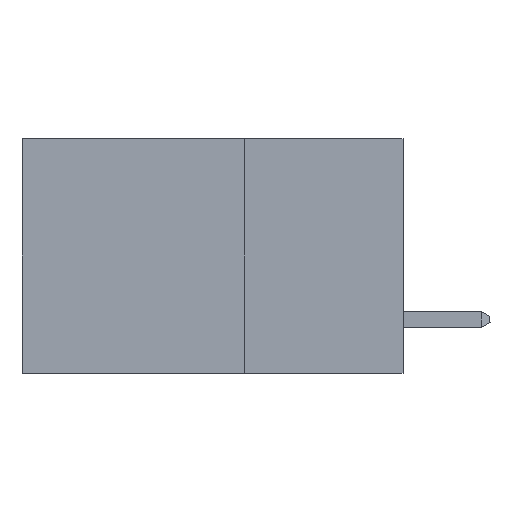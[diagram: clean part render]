
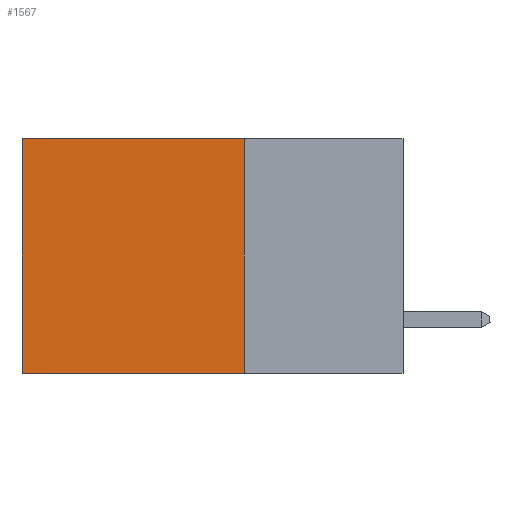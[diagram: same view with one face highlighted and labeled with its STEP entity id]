
A CAD part, left-side view. The second image highlights one B-rep face of the part: STEP entity #1567.
In plain terms, the highlighted planar face has unit normal (-1, 0, 0).
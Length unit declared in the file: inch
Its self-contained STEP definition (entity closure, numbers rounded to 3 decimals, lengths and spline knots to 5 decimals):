
#264 = EDGE_CURVE ( 'NONE', #11360, #16560, #25888, .T. ) ;
#398 = EDGE_CURVE ( 'NONE', #16560, #18860, #10582, .T. ) ;
#902 = DIRECTION ( 'NONE',  ( 1., 0., 0. ) ) ;
#1567 = ADVANCED_FACE ( 'NONE', ( #14042 ), #36574, .F. ) ;
#3743 = CARTESIAN_POINT ( 'NONE',  ( 0.2875, 0.25, 0. ) ) ;
#4609 = DIRECTION ( 'NONE',  ( 0., 1., 0. ) ) ;
#5820 = CARTESIAN_POINT ( 'NONE',  ( 0.2875, 0.25, -0.37 ) ) ;
#6476 = CARTESIAN_POINT ( 'NONE',  ( 0.2875, 0.6, -0.37 ) ) ;
#8939 = VERTEX_POINT ( 'NONE', #37531 ) ;
#10524 = ORIENTED_EDGE ( 'NONE', *, *, #17783, .F. ) ;
#10582 = LINE ( 'NONE', #35289, #37509 ) ;
#10823 = AXIS2_PLACEMENT_3D ( 'NONE', #3743, #902, #20136 ) ;
#11360 = VERTEX_POINT ( 'NONE', #28579 ) ;
#12343 = DIRECTION ( 'NONE',  ( 0., 1., 0. ) ) ;
#12875 = DIRECTION ( 'NONE',  ( 0., 0., -1. ) ) ;
#14042 = FACE_OUTER_BOUND ( 'NONE', #17698, .T. ) ;
#14541 = LINE ( 'NONE', #35354, #35842 ) ;
#16560 = VERTEX_POINT ( 'NONE', #26082 ) ;
#16963 = ORIENTED_EDGE ( 'NONE', *, *, #398, .T. ) ;
#17224 = EDGE_CURVE ( 'NONE', #11360, #8939, #14541, .T. ) ;
#17698 = EDGE_LOOP ( 'NONE', ( #16963, #10524, #40517, #40708 ) ) ;
#17783 = EDGE_CURVE ( 'NONE', #8939, #18860, #30329, .T. ) ;
#18721 = VECTOR ( 'NONE', #4609, 39.37008 ) ;
#18860 = VERTEX_POINT ( 'NONE', #6476 ) ;
#20136 = DIRECTION ( 'NONE',  ( 0., 0., -1. ) ) ;
#24080 = CARTESIAN_POINT ( 'NONE',  ( 0.2875, 0.25, 0. ) ) ;
#25786 = VECTOR ( 'NONE', #12343, 39.37008 ) ;
#25888 = LINE ( 'NONE', #24080, #18721 ) ;
#26082 = CARTESIAN_POINT ( 'NONE',  ( 0.2875, 0.6, 0. ) ) ;
#28579 = CARTESIAN_POINT ( 'NONE',  ( 0.2875, 0.25, 0. ) ) ;
#30329 = LINE ( 'NONE', #5820, #25786 ) ;
#32092 = DIRECTION ( 'NONE',  ( 0., 0., -1. ) ) ;
#35289 = CARTESIAN_POINT ( 'NONE',  ( 0.2875, 0.6, 0. ) ) ;
#35354 = CARTESIAN_POINT ( 'NONE',  ( 0.2875, 0.25, 0. ) ) ;
#35842 = VECTOR ( 'NONE', #32092, 39.37008 ) ;
#36574 = PLANE ( 'NONE',  #10823 ) ;
#37509 = VECTOR ( 'NONE', #12875, 39.37008 ) ;
#37531 = CARTESIAN_POINT ( 'NONE',  ( 0.2875, 0.25, -0.37 ) ) ;
#40517 = ORIENTED_EDGE ( 'NONE', *, *, #17224, .F. ) ;
#40708 = ORIENTED_EDGE ( 'NONE', *, *, #264, .T. ) ;
